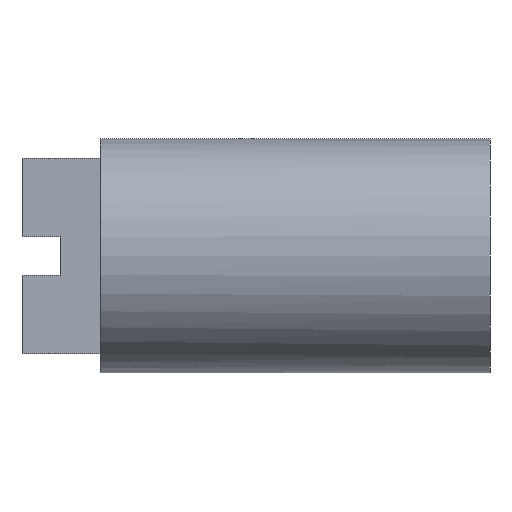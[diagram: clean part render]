
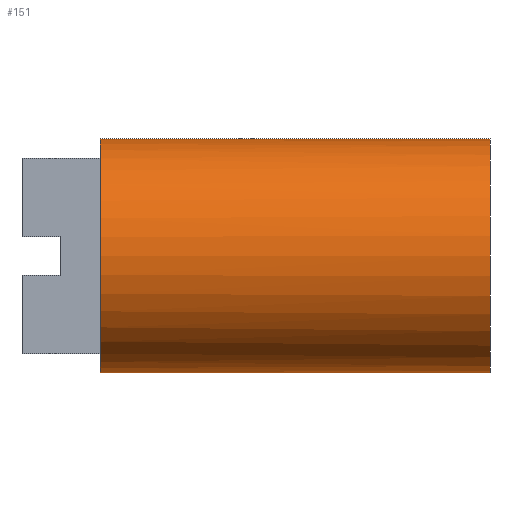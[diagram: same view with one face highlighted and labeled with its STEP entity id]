
A CAD part, left-side view. The second image highlights one B-rep face of the part: STEP entity #151.
In plain terms, the highlighted cylindrical face has radius 3 mm (diameter 6 mm), a partial arc.
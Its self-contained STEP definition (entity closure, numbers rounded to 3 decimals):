
#1 = DIRECTION ( 'NONE',  ( 0., 0., 1. ) ) ;
#4 = ORIENTED_EDGE ( 'NONE', *, *, #337, .F. ) ;
#10 = EDGE_LOOP ( 'NONE', ( #466, #416, #195, #4, #480, #186 ) ) ;
#14 = EDGE_CURVE ( 'NONE', #241, #390, #489, .T. ) ;
#22 = VECTOR ( 'NONE', #61, 1000. ) ;
#23 = VECTOR ( 'NONE', #141, 1000. ) ;
#24 = DIRECTION ( 'NONE',  ( 0., 1., 0. ) ) ;
#34 = DIRECTION ( 'NONE',  ( 0., 1., 0. ) ) ;
#40 = VERTEX_POINT ( 'NONE', #336 ) ;
#61 = DIRECTION ( 'NONE',  ( 0., -1., 0. ) ) ;
#69 = DIRECTION ( 'NONE',  ( 0., 1., 0. ) ) ;
#76 = CARTESIAN_POINT ( 'NONE',  ( 0., 10., 0. ) ) ;
#90 = AXIS2_PLACEMENT_3D ( 'NONE', #76, #34, #224 ) ;
#96 = CARTESIAN_POINT ( 'NONE',  ( 0., 10., -3. ) ) ;
#97 = AXIS2_PLACEMENT_3D ( 'NONE', #191, #24, #134 ) ;
#100 = VERTEX_POINT ( 'NONE', #380 ) ;
#118 = CIRCLE ( 'NONE', #297, 3. ) ;
#129 = CYLINDRICAL_SURFACE ( 'NONE', #417, 3. ) ;
#134 = DIRECTION ( 'NONE',  ( 0., 0., 1. ) ) ;
#141 = DIRECTION ( 'NONE',  ( 0., -1., 0. ) ) ;
#143 = CARTESIAN_POINT ( 'NONE',  ( -1.658, 10., 2.5 ) ) ;
#149 = CIRCLE ( 'NONE', #398, 3. ) ;
#151 = ADVANCED_FACE ( 'NONE', ( #189 ), #129, .T. ) ;
#174 = CARTESIAN_POINT ( 'NONE',  ( 0., 10., 3. ) ) ;
#183 = EDGE_CURVE ( 'NONE', #40, #100, #267, .T. ) ;
#184 = DIRECTION ( 'NONE',  ( 0., 1., 0. ) ) ;
#186 = ORIENTED_EDGE ( 'NONE', *, *, #183, .T. ) ;
#189 = FACE_OUTER_BOUND ( 'NONE', #10, .T. ) ;
#191 = CARTESIAN_POINT ( 'NONE',  ( 0., 0., 0. ) ) ;
#192 = VERTEX_POINT ( 'NONE', #245 ) ;
#193 = DIRECTION ( 'NONE',  ( 0., 0., -1. ) ) ;
#195 = ORIENTED_EDGE ( 'NONE', *, *, #14, .F. ) ;
#213 = LINE ( 'NONE', #174, #23 ) ;
#219 = CARTESIAN_POINT ( 'NONE',  ( 0., 10., 0. ) ) ;
#224 = DIRECTION ( 'NONE',  ( 0., 0., 1. ) ) ;
#241 = VERTEX_POINT ( 'NONE', #439 ) ;
#245 = CARTESIAN_POINT ( 'NONE',  ( 0., 10., -3. ) ) ;
#267 = CIRCLE ( 'NONE', #97, 3. ) ;
#297 = AXIS2_PLACEMENT_3D ( 'NONE', #485, #184, #1 ) ;
#312 = DIRECTION ( 'NONE',  ( 0., -1., 0. ) ) ;
#326 = EDGE_CURVE ( 'NONE', #192, #40, #433, .T. ) ;
#335 = DIRECTION ( 'NONE',  ( 0., 0., 1. ) ) ;
#336 = CARTESIAN_POINT ( 'NONE',  ( 0., 0., -3. ) ) ;
#337 = EDGE_CURVE ( 'NONE', #192, #241, #118, .T. ) ;
#352 = CARTESIAN_POINT ( 'NONE',  ( 0., 10., 0. ) ) ;
#360 = EDGE_CURVE ( 'NONE', #390, #442, #149, .T. ) ;
#380 = CARTESIAN_POINT ( 'NONE',  ( 0., 0., 3. ) ) ;
#390 = VERTEX_POINT ( 'NONE', #143 ) ;
#398 = AXIS2_PLACEMENT_3D ( 'NONE', #219, #69, #335 ) ;
#416 = ORIENTED_EDGE ( 'NONE', *, *, #360, .F. ) ;
#417 = AXIS2_PLACEMENT_3D ( 'NONE', #352, #312, #193 ) ;
#430 = EDGE_CURVE ( 'NONE', #442, #100, #213, .T. ) ;
#433 = LINE ( 'NONE', #96, #22 ) ;
#439 = CARTESIAN_POINT ( 'NONE',  ( -1.658, 10., -2.5 ) ) ;
#442 = VERTEX_POINT ( 'NONE', #459 ) ;
#459 = CARTESIAN_POINT ( 'NONE',  ( 0., 10., 3. ) ) ;
#466 = ORIENTED_EDGE ( 'NONE', *, *, #430, .F. ) ;
#480 = ORIENTED_EDGE ( 'NONE', *, *, #326, .T. ) ;
#485 = CARTESIAN_POINT ( 'NONE',  ( 0., 10., 0. ) ) ;
#489 = CIRCLE ( 'NONE', #90, 3. ) ;
